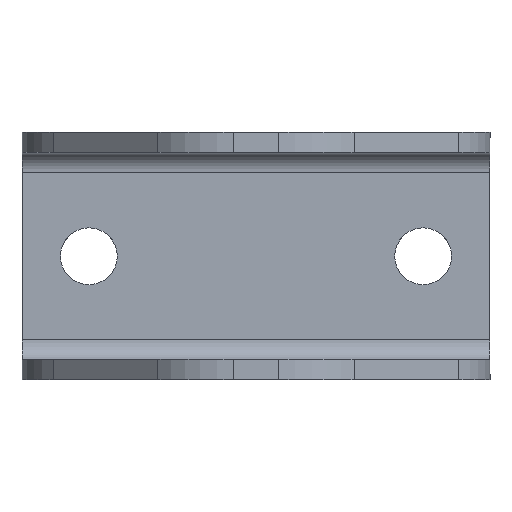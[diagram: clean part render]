
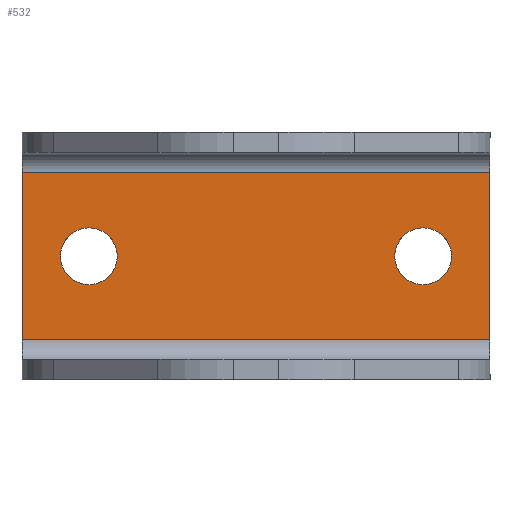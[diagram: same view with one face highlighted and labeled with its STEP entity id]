
A CAD part, top view. The second image highlights one B-rep face of the part: STEP entity #532.
In plain terms, the highlighted planar face has unit normal (0, 0, 1).
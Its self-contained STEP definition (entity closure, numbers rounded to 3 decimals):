
#31 = CARTESIAN_POINT ( 'NONE',  ( 85., 25., 3. ) ) ;
#33 = VECTOR ( 'NONE', #703, 1000. ) ;
#73 = DIRECTION ( 'NONE',  ( -1., 0., 0. ) ) ;
#97 = CIRCLE ( 'NONE', #539, 4.25 ) ;
#108 = CARTESIAN_POINT ( 'NONE',  ( 20.75, 12.5, 3. ) ) ;
#110 = DIRECTION ( 'NONE',  ( 0., 0., 1. ) ) ;
#126 = ORIENTED_EDGE ( 'NONE', *, *, #581, .F. ) ;
#140 = CARTESIAN_POINT ( 'NONE',  ( 85., 0., 3. ) ) ;
#154 = FACE_BOUND ( 'NONE', #1165, .T. ) ;
#166 = VERTEX_POINT ( 'NONE', #289 ) ;
#186 = CARTESIAN_POINT ( 'NONE',  ( 75., 12.5, 3. ) ) ;
#212 = VERTEX_POINT ( 'NONE', #479 ) ;
#217 = VECTOR ( 'NONE', #380, 1000. ) ;
#240 = CARTESIAN_POINT ( 'NONE',  ( 15., 0., 3. ) ) ;
#242 = VECTOR ( 'NONE', #587, 1000. ) ;
#262 = EDGE_CURVE ( 'NONE', #534, #649, #97, .T. ) ;
#279 = CARTESIAN_POINT ( 'NONE',  ( 25., 12.5, 3. ) ) ;
#280 = DIRECTION ( 'NONE',  ( 1., 0., 0. ) ) ;
#289 = CARTESIAN_POINT ( 'NONE',  ( 70.75, 12.5, 3. ) ) ;
#302 = ORIENTED_EDGE ( 'NONE', *, *, #804, .T. ) ;
#328 = VECTOR ( 'NONE', #767, 1000. ) ;
#342 = CARTESIAN_POINT ( 'NONE',  ( 0., 0., 3. ) ) ;
#379 = DIRECTION ( 'NONE',  ( 1., 0., 0. ) ) ;
#380 = DIRECTION ( 'NONE',  ( 0., 1., 0. ) ) ;
#390 = AXIS2_PLACEMENT_3D ( 'NONE', #186, #836, #280 ) ;
#399 = AXIS2_PLACEMENT_3D ( 'NONE', #808, #652, #73 ) ;
#411 = CARTESIAN_POINT ( 'NONE',  ( 0., 25., 3. ) ) ;
#439 = EDGE_CURVE ( 'NONE', #649, #534, #793, .T. ) ;
#445 = AXIS2_PLACEMENT_3D ( 'NONE', #453, #1061, #544 ) ;
#453 = CARTESIAN_POINT ( 'NONE',  ( 75., 12.5, 3. ) ) ;
#455 = CARTESIAN_POINT ( 'NONE',  ( 29.25, 12.5, 3. ) ) ;
#469 = FACE_BOUND ( 'NONE', #856, .T. ) ;
#470 = LINE ( 'NONE', #741, #217 ) ;
#479 = CARTESIAN_POINT ( 'NONE',  ( 85., 25., 3. ) ) ;
#480 = AXIS2_PLACEMENT_3D ( 'NONE', #694, #110, #773 ) ;
#494 = CARTESIAN_POINT ( 'NONE',  ( 15., 25., 3. ) ) ;
#502 = CIRCLE ( 'NONE', #390, 4.25 ) ;
#516 = EDGE_CURVE ( 'NONE', #920, #166, #726, .T. ) ;
#532 = ADVANCED_FACE ( 'NONE', ( #154, #469, #891 ), #550, .F. ) ;
#534 = VERTEX_POINT ( 'NONE', #455 ) ;
#539 = AXIS2_PLACEMENT_3D ( 'NONE', #279, #926, #379 ) ;
#544 = DIRECTION ( 'NONE',  ( 1., 0., 0. ) ) ;
#550 = PLANE ( 'NONE',  #399 ) ;
#581 = EDGE_CURVE ( 'NONE', #166, #920, #502, .T. ) ;
#586 = EDGE_CURVE ( 'NONE', #779, #658, #470, .T. ) ;
#587 = DIRECTION ( 'NONE',  ( 0., -1., 0. ) ) ;
#648 = EDGE_CURVE ( 'NONE', #212, #845, #1162, .T. ) ;
#649 = VERTEX_POINT ( 'NONE', #108 ) ;
#652 = DIRECTION ( 'NONE',  ( 0., 0., -1. ) ) ;
#658 = VERTEX_POINT ( 'NONE', #494 ) ;
#694 = CARTESIAN_POINT ( 'NONE',  ( 25., 12.5, 3. ) ) ;
#700 = ORIENTED_EDGE ( 'NONE', *, *, #1074, .T. ) ;
#703 = DIRECTION ( 'NONE',  ( -1., 0., 0. ) ) ;
#706 = ORIENTED_EDGE ( 'NONE', *, *, #516, .F. ) ;
#724 = EDGE_LOOP ( 'NONE', ( #750, #700, #929, #302 ) ) ;
#726 = CIRCLE ( 'NONE', #445, 4.25 ) ;
#741 = CARTESIAN_POINT ( 'NONE',  ( 15., 25., 3. ) ) ;
#750 = ORIENTED_EDGE ( 'NONE', *, *, #648, .F. ) ;
#767 = DIRECTION ( 'NONE',  ( 1., 0., 0. ) ) ;
#773 = DIRECTION ( 'NONE',  ( 1., 0., 0. ) ) ;
#779 = VERTEX_POINT ( 'NONE', #240 ) ;
#793 = CIRCLE ( 'NONE', #480, 4.25 ) ;
#804 = EDGE_CURVE ( 'NONE', #779, #845, #819, .T. ) ;
#808 = CARTESIAN_POINT ( 'NONE',  ( 0., 25., 3. ) ) ;
#819 = LINE ( 'NONE', #342, #328 ) ;
#836 = DIRECTION ( 'NONE',  ( 0., 0., 1. ) ) ;
#845 = VERTEX_POINT ( 'NONE', #140 ) ;
#856 = EDGE_LOOP ( 'NONE', ( #936, #1016 ) ) ;
#891 = FACE_OUTER_BOUND ( 'NONE', #724, .T. ) ;
#920 = VERTEX_POINT ( 'NONE', #981 ) ;
#926 = DIRECTION ( 'NONE',  ( 0., 0., 1. ) ) ;
#929 = ORIENTED_EDGE ( 'NONE', *, *, #586, .F. ) ;
#936 = ORIENTED_EDGE ( 'NONE', *, *, #262, .F. ) ;
#981 = CARTESIAN_POINT ( 'NONE',  ( 79.25, 12.5, 3. ) ) ;
#1006 = LINE ( 'NONE', #411, #33 ) ;
#1016 = ORIENTED_EDGE ( 'NONE', *, *, #439, .F. ) ;
#1061 = DIRECTION ( 'NONE',  ( 0., 0., 1. ) ) ;
#1074 = EDGE_CURVE ( 'NONE', #212, #658, #1006, .T. ) ;
#1162 = LINE ( 'NONE', #31, #242 ) ;
#1165 = EDGE_LOOP ( 'NONE', ( #706, #126 ) ) ;
